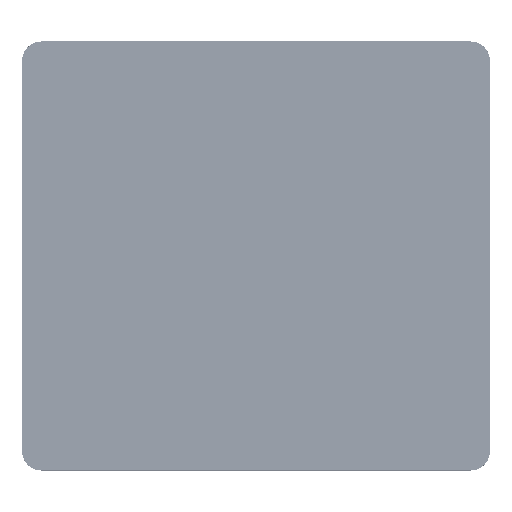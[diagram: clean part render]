
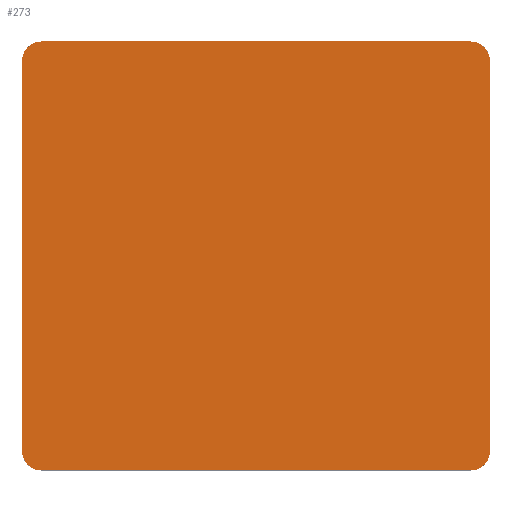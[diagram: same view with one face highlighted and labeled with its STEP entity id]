
A CAD part, top view. The second image highlights one B-rep face of the part: STEP entity #273.
In plain terms, the highlighted free-form (B-spline) face has degree [1, 1] with [2, 2] control points.
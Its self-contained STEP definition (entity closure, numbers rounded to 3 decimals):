
#21 = EDGE_CURVE('',#22,#24,#26,.T.);
#22 = VERTEX_POINT('',#23);
#23 = CARTESIAN_POINT('',(0.,919.585,26.274));
#24 = VERTEX_POINT('',#25);
#25 = CARTESIAN_POINT('',(43.79,963.375,
    26.274));
#26 = ( BOUNDED_CURVE() B_SPLINE_CURVE(2,(#27,#28,#29),.UNSPECIFIED.,.F.
,.F.) B_SPLINE_CURVE_WITH_KNOTS((3,3),(5.498,7.069),
.PIECEWISE_BEZIER_KNOTS.) CURVE() GEOMETRIC_REPRESENTATION_ITEM() 
RATIONAL_B_SPLINE_CURVE((1.,0.707,1.)) REPRESENTATION_ITEM('') 
  );
#27 = CARTESIAN_POINT('',(0.,919.585,
    26.274));
#28 = CARTESIAN_POINT('',(0.,963.375,
    26.274));
#29 = CARTESIAN_POINT('',(43.79,963.375,
    26.274));
#121 = EDGE_CURVE('',#122,#24,#124,.T.);
#122 = VERTEX_POINT('',#123);
#123 = CARTESIAN_POINT('',(1007.165,963.375,
    26.274));
#124 = B_SPLINE_CURVE_WITH_KNOTS('',1,(#125,#126),.UNSPECIFIED.,.F.,.F.,
  (2,2),(50.,1150.),.PIECEWISE_BEZIER_KNOTS.);
#125 = CARTESIAN_POINT('',(1007.165,963.375,
    26.274));
#126 = CARTESIAN_POINT('',(43.79,963.375,
    26.274));
#142 = EDGE_CURVE('',#122,#143,#145,.T.);
#143 = VERTEX_POINT('',#144);
#144 = CARTESIAN_POINT('',(1050.955,919.585,
    26.274));
#145 = ( BOUNDED_CURVE() B_SPLINE_CURVE(2,(#146,#147,#148),
.UNSPECIFIED.,.F.,.F.) B_SPLINE_CURVE_WITH_KNOTS((3,3),(5.498,
7.069),.PIECEWISE_BEZIER_KNOTS.) CURVE() 
GEOMETRIC_REPRESENTATION_ITEM() RATIONAL_B_SPLINE_CURVE((1.,
0.707,1.)) REPRESENTATION_ITEM('') );
#146 = CARTESIAN_POINT('',(1007.165,963.375,
    26.274));
#147 = CARTESIAN_POINT('',(1050.955,963.375,
    26.274));
#148 = CARTESIAN_POINT('',(1050.955,919.585,
    26.274));
#167 = EDGE_CURVE('',#168,#170,#172,.T.);
#168 = VERTEX_POINT('',#169);
#169 = CARTESIAN_POINT('',(43.79,0.,26.274));
#170 = VERTEX_POINT('',#171);
#171 = CARTESIAN_POINT('',(0.,43.79,26.274));
#172 = ( BOUNDED_CURVE() B_SPLINE_CURVE(2,(#173,#174,#175),
.UNSPECIFIED.,.F.,.F.) B_SPLINE_CURVE_WITH_KNOTS((3,3),(5.498,
7.069),.PIECEWISE_BEZIER_KNOTS.) CURVE() 
GEOMETRIC_REPRESENTATION_ITEM() RATIONAL_B_SPLINE_CURVE((1.,
0.707,1.)) REPRESENTATION_ITEM('') );
#173 = CARTESIAN_POINT('',(43.79,0.,26.274));
#174 = CARTESIAN_POINT('',(0.,0.,
    26.274));
#175 = CARTESIAN_POINT('',(0.,43.79,26.274));
#201 = VERTEX_POINT('',#202);
#202 = CARTESIAN_POINT('',(1007.165,0.,26.274));
#207 = EDGE_CURVE('',#168,#201,#208,.T.);
#208 = B_SPLINE_CURVE_WITH_KNOTS('',1,(#209,#210),.UNSPECIFIED.,.F.,.F.,
  (2,2),(50.,1150.),.PIECEWISE_BEZIER_KNOTS.);
#209 = CARTESIAN_POINT('',(43.79,0.,26.274));
#210 = CARTESIAN_POINT('',(1007.165,0.,26.274));
#220 = EDGE_CURVE('',#221,#201,#223,.T.);
#221 = VERTEX_POINT('',#222);
#222 = CARTESIAN_POINT('',(1050.955,43.79,
    26.274));
#223 = ( BOUNDED_CURVE() B_SPLINE_CURVE(2,(#224,#225,#226),
.UNSPECIFIED.,.F.,.F.) B_SPLINE_CURVE_WITH_KNOTS((3,3),(5.498,
7.069),.PIECEWISE_BEZIER_KNOTS.) CURVE() 
GEOMETRIC_REPRESENTATION_ITEM() RATIONAL_B_SPLINE_CURVE((1.,
0.707,1.)) REPRESENTATION_ITEM('') );
#224 = CARTESIAN_POINT('',(1050.955,43.79,
    26.274));
#225 = CARTESIAN_POINT('',(1050.955,0.,
    26.274));
#226 = CARTESIAN_POINT('',(1007.165,0.,26.274));
#246 = EDGE_CURVE('',#221,#143,#247,.T.);
#247 = B_SPLINE_CURVE_WITH_KNOTS('',1,(#248,#249),.UNSPECIFIED.,.F.,.F.,
  (2,2),(50.,1050.),.PIECEWISE_BEZIER_KNOTS.);
#248 = CARTESIAN_POINT('',(1050.955,43.79,
    26.274));
#249 = CARTESIAN_POINT('',(1050.955,919.585,
    26.274));
#264 = EDGE_CURVE('',#22,#170,#265,.T.);
#265 = B_SPLINE_CURVE_WITH_KNOTS('',1,(#266,#267),.UNSPECIFIED.,.F.,.F.,
  (2,2),(50.,1050.),.PIECEWISE_BEZIER_KNOTS.);
#266 = CARTESIAN_POINT('',(0.,919.585,26.274));
#267 = CARTESIAN_POINT('',(0.,43.79,26.274));
#273 = ADVANCED_FACE('',(#274),#284,.T.);
#274 = FACE_BOUND('',#275,.T.);
#275 = EDGE_LOOP('',(#276,#277,#278,#279,#280,#281,#282,#283));
#276 = ORIENTED_EDGE('',*,*,#21,.F.);
#277 = ORIENTED_EDGE('',*,*,#264,.T.);
#278 = ORIENTED_EDGE('',*,*,#167,.F.);
#279 = ORIENTED_EDGE('',*,*,#207,.T.);
#280 = ORIENTED_EDGE('',*,*,#220,.F.);
#281 = ORIENTED_EDGE('',*,*,#246,.T.);
#282 = ORIENTED_EDGE('',*,*,#142,.F.);
#283 = ORIENTED_EDGE('',*,*,#121,.T.);
#284 = B_SPLINE_SURFACE_WITH_KNOTS('',1,1,(
    (#285,#286)
    ,(#287,#288
    )),.UNSPECIFIED.,.F.,.F.,.F.,(2,2),(2,2),(-600.,600.),(-550.,550.),
  .PIECEWISE_BEZIER_KNOTS.);
#285 = CARTESIAN_POINT('',(0.,0.,26.274));
#286 = CARTESIAN_POINT('',(0.,963.375,26.274));
#287 = CARTESIAN_POINT('',(1050.955,0.,26.274));
#288 = CARTESIAN_POINT('',(1050.955,963.375,
    26.274));
